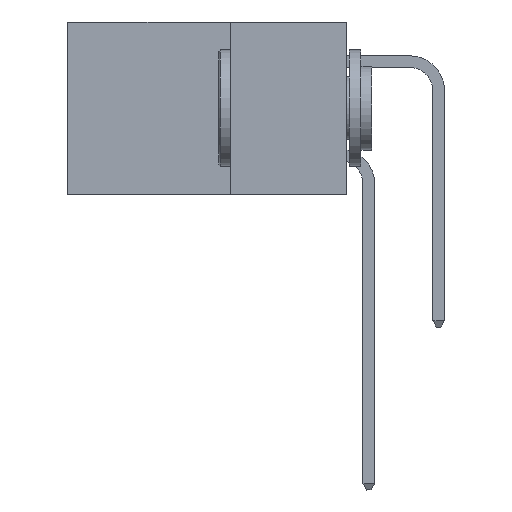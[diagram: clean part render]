
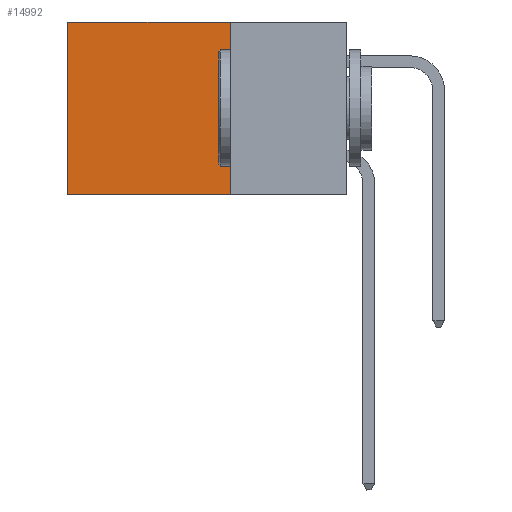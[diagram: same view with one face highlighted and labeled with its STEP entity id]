
A CAD part, left-side view. The second image highlights one B-rep face of the part: STEP entity #14992.
In plain terms, the highlighted planar face has unit normal (-1, 0, 0).
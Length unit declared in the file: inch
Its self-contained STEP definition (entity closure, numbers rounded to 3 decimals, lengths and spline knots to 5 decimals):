
#1372 = VECTOR ( 'NONE', #6129, 39.37008 ) ;
#2089 = DIRECTION ( 'NONE',  ( 0., 1., 0. ) ) ;
#2372 = EDGE_CURVE ( 'NONE', #9125, #20190, #20442, .T. ) ;
#2780 = FACE_OUTER_BOUND ( 'NONE', #13057, .T. ) ;
#2931 = EDGE_CURVE ( 'NONE', #9125, #3766, #11099, .T. ) ;
#3766 = VERTEX_POINT ( 'NONE', #11155 ) ;
#4557 = CARTESIAN_POINT ( 'NONE',  ( 0.2875, 0.25, 0. ) ) ;
#5568 = CARTESIAN_POINT ( 'NONE',  ( 0.2875, 0.25, -0.37 ) ) ;
#6129 = DIRECTION ( 'NONE',  ( 0., 0., -1. ) ) ;
#6989 = DIRECTION ( 'NONE',  ( 0., 0., -1. ) ) ;
#7006 = CARTESIAN_POINT ( 'NONE',  ( 0.2875, 0.25, 0. ) ) ;
#7544 = VECTOR ( 'NONE', #8475, 39.37008 ) ;
#8198 = VECTOR ( 'NONE', #10764, 39.37008 ) ;
#8475 = DIRECTION ( 'NONE',  ( 0., 1., 0. ) ) ;
#8865 = VERTEX_POINT ( 'NONE', #17489 ) ;
#9115 = CARTESIAN_POINT ( 'NONE',  ( 0.2875, 0.25, 0. ) ) ;
#9125 = VERTEX_POINT ( 'NONE', #7006 ) ;
#9403 = EDGE_CURVE ( 'NONE', #20190, #8865, #23465, .T. ) ;
#9799 = AXIS2_PLACEMENT_3D ( 'NONE', #9115, #14448, #6989 ) ;
#9964 = ORIENTED_EDGE ( 'NONE', *, *, #2931, .T. ) ;
#10764 = DIRECTION ( 'NONE',  ( 0., 0., -1. ) ) ;
#11022 = PLANE ( 'NONE',  #9799 ) ;
#11099 = LINE ( 'NONE', #4557, #7544 ) ;
#11155 = CARTESIAN_POINT ( 'NONE',  ( 0.2875, 0.6, 0. ) ) ;
#13057 = EDGE_LOOP ( 'NONE', ( #19845, #22396, #21632, #9964 ) ) ;
#13973 = LINE ( 'NONE', #14910, #1372 ) ;
#14338 = CARTESIAN_POINT ( 'NONE',  ( 0.2875, 0.25, 0. ) ) ;
#14448 = DIRECTION ( 'NONE',  ( 1., 0., 0. ) ) ;
#14876 = CARTESIAN_POINT ( 'NONE',  ( 0.2875, 0.25, -0.37 ) ) ;
#14910 = CARTESIAN_POINT ( 'NONE',  ( 0.2875, 0.6, 0. ) ) ;
#14992 = ADVANCED_FACE ( 'NONE', ( #2780 ), #11022, .F. ) ;
#17489 = CARTESIAN_POINT ( 'NONE',  ( 0.2875, 0.6, -0.37 ) ) ;
#18459 = VECTOR ( 'NONE', #2089, 39.37008 ) ;
#19845 = ORIENTED_EDGE ( 'NONE', *, *, #21750, .T. ) ;
#20190 = VERTEX_POINT ( 'NONE', #5568 ) ;
#20442 = LINE ( 'NONE', #14338, #8198 ) ;
#21632 = ORIENTED_EDGE ( 'NONE', *, *, #2372, .F. ) ;
#21750 = EDGE_CURVE ( 'NONE', #3766, #8865, #13973, .T. ) ;
#22396 = ORIENTED_EDGE ( 'NONE', *, *, #9403, .F. ) ;
#23465 = LINE ( 'NONE', #14876, #18459 ) ;
